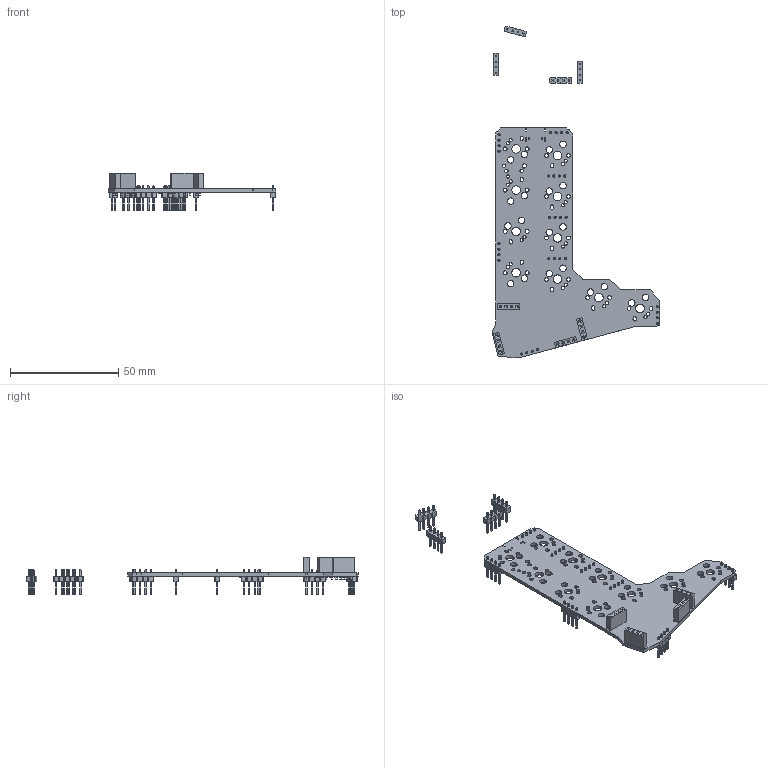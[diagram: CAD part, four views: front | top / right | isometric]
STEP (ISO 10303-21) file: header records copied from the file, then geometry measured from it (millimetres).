
FILE_DESCRIPTION(('KiCad electronic assembly'),'2;1');
FILE_NAME('ThumbsUp 2.step','2023-03-03T22:12:15',('An Author'),( 'A Company'),'Open CASCADE STEP processor 6.9', 'KiCad to STEP converter','Unknown');
FILE_SCHEMA(('AUTOMOTIVE_DESIGN { 1 0 10303 214 1 1 1 1 }'));
Length unit declared in the file: millimetre
Products named in the file (12): Open CASCADE STEP translator 6.9 1; PinHeader_1x04_P2.54mm_Vertical; SOLID; R_0402_1005Metric; C_0402_1005Metric; PinSocket_1x04_P2.54mm_Vertical; SOT-223; COMPOUND
Assembly tree (46 placements, depth 3):
  Open CASCADE STEP translator 6.9 1
    PinHeader_1x04_P2.54mm_Vertical  x12
      SOLID
    R_0402_1005Metric  x8
      SOLID
    C_0402_1005Metric  x15
      SOLID
    PinSocket_1x04_P2.54mm_Vertical  x4
      SOLID
    SOT-223
      SOLID
    COMPOUND
Bounding box: 77.51 x 153.19 x 17.24 mm (x, y, z)
Volume: 8276.4 mm3; surface area: 13926.7 mm2
Topology: 41 solids, 41 shells, 2653 faces, 6683 edges, 4286 vertices
Faces by surface type: plane 2204, cylinder 433, bspline 16
Full cylindrical faces by diameter (mm): 0.6 x2, 1 x48, 1.47 x20, 1.5 x2, 1.6 x2, 1.75 x20, 2 x1, 3 x20, 3.988 x10
Entity records: 41746 total; most frequent: CARTESIAN_POINT 6629, DIRECTION 6157, LINE 3723, VECTOR 3723, ORIENTED_EDGE 3098, PCURVE 3098, DEFINITIONAL_REPRESENTATION 3098, EDGE_CURVE 1549
